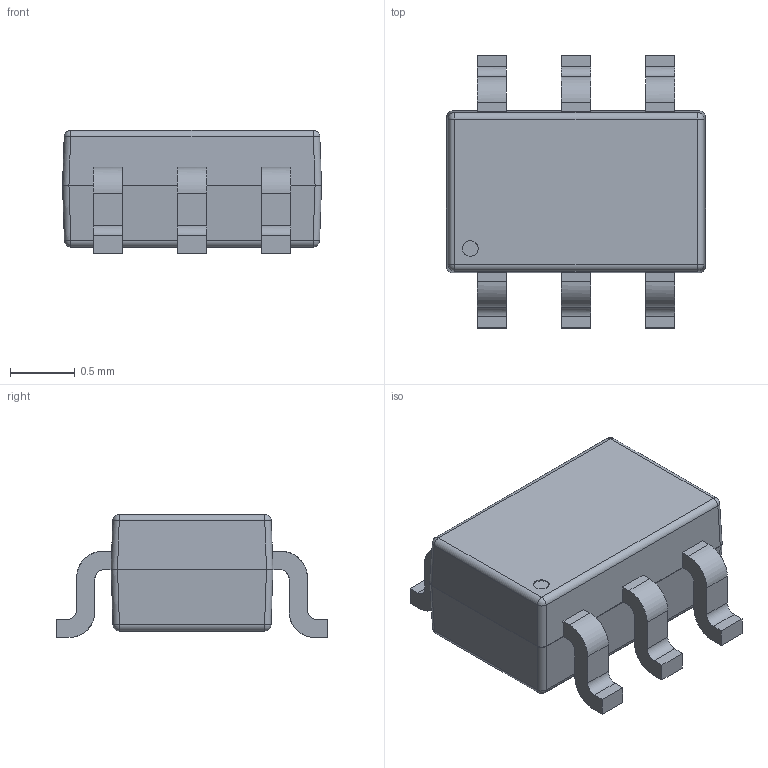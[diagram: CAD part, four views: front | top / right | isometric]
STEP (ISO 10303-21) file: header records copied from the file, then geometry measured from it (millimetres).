
FILE_DESCRIPTION(('FreeCAD Model'),'2;1');
FILE_NAME('SW3dPS-SC70-6.step','2017-09-19T08:57:28' ,('kicad StepUp'),('ksu MCAD'),'Open CASCADE STEP processor 6.8', 'FreeCAD','Unknown');
FILE_SCHEMA(('AUTOMOTIVE_DESIGN_CC2 { 1 2 10303 214 -1 1 5 4 }'));
Length unit declared in the file: millimetre
Products named in the file (2): ASSEMBLY; SW3dPS-SC70-6
Assembly tree (1 placements, depth 2):
  ASSEMBLY
    SW3dPS-SC70-6
Bounding box: 2 x 2.1 x 0.95 mm (x, y, z)
Volume: 2.4 mm3; surface area: 13.9 mm2
Topology: 1 solids, 1 shells, 130 faces, 347 edges, 212 vertices
Faces by surface type: plane 68, cylinder 47, sphere 15
Entity records: 5028 total; most frequent: CARTESIAN_POINT 966, ORIENTED_EDGE 678, DIRECTION 612, EDGE_CURVE 339, LINE 224, VECTOR 224, VERTEX_POINT 212, AXIS2_PLACEMENT_3D 194
